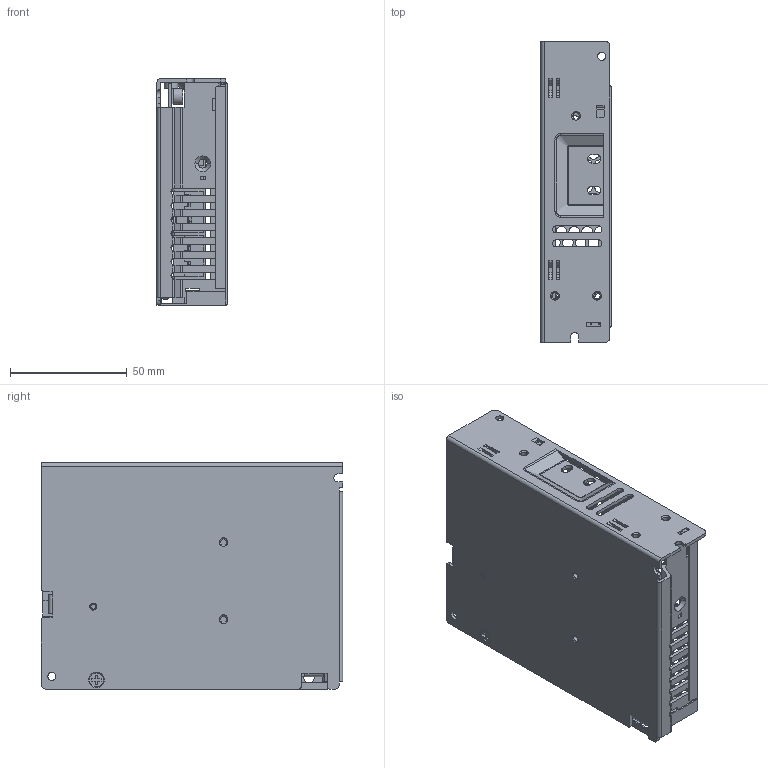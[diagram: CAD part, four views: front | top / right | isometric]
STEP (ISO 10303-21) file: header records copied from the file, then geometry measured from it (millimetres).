
FILE_DESCRIPTION (( 'STEP AP214' ), '1' );
FILE_NAME ('PSS12-100-S.STEP', '2022-12-07T11:12:12', ( '' ), ( '' ), 'SwSTEP 2.0', 'SolidWorks 2021', '' );
FILE_SCHEMA (( 'AUTOMOTIVE_DESIGN' ));
Length unit declared in the file: inch
Products named in the file (1): PSS12-100-S
Bounding box: 30 x 129 x 97 mm (x, y, z)
Volume: 59941.1 mm3; surface area: 93100.7 mm2
Topology: 2 solids, 2 shells, 2150 faces, 6818 edges, 4486 vertices
Faces by surface type: plane 1225, cylinder 549, bspline 317, cone 29, torus 29, sphere 1
Full cylindrical faces by diameter (mm): 0.5 x3, 1 x1, 1.2 x1, 1.7 x3, 3 x1, 3.013 x1, 3.175 x7, 3.2 x8, 3.5 x1, 4.5 x236, 5.5 x1, 6 x1, 6.8 x1
Entity records: 105419 total; most frequent: CARTESIAN_POINT 49005, ORIENTED_EDGE 12896, DIRECTION 9545, EDGE_CURVE 6448, VERTEX_POINT 4431, VECTOR 3421, LINE 3421, AXIS2_PLACEMENT_3D 3062
